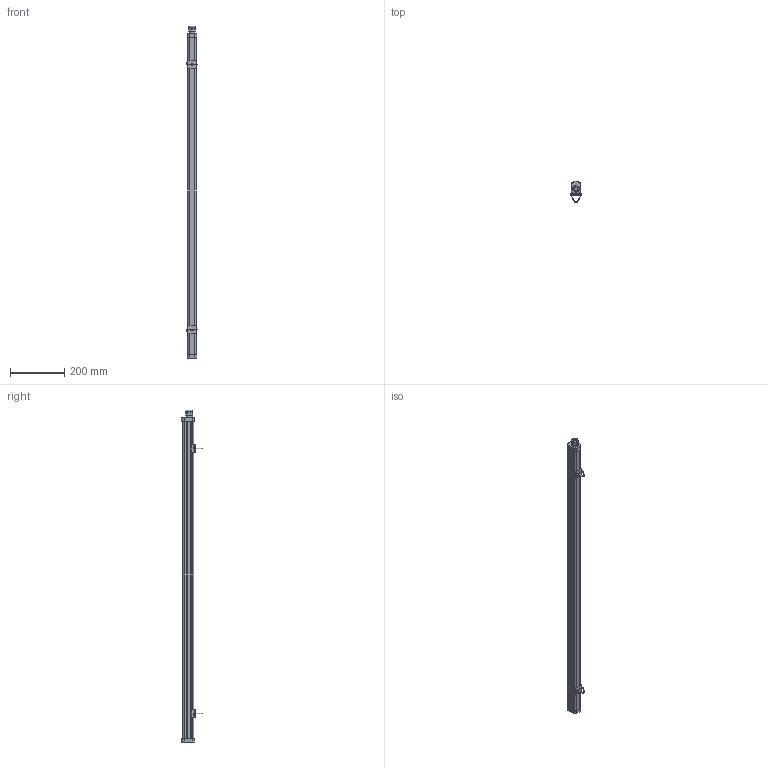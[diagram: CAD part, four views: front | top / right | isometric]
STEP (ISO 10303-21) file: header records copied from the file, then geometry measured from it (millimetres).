
FILE_DESCRIPTION (( 'STEP AP214' ), '1' );
FILE_NAME ('DP-SLIM-1200.STEP', '2023-04-05T07:46:51', ( '' ), ( '' ), 'SwSTEP 2.0', 'SolidWorks 2020', '' );
FILE_SCHEMA (( 'AUTOMOTIVE_DESIGN' ));
Length unit declared in the file: millimetre
Products named in the file (1): DP-SLIM-1200
Bounding box: 40.81 x 78.79 x 1227.4 mm (x, y, z)
Volume: 169869.3 mm3; surface area: 351481.3 mm2
Topology: 12 solids, 12 shells, 366 faces, 932 edges, 602 vertices
Faces by surface type: plane 211, cylinder 121, torus 17, bspline 12, cone 5
Full cylindrical faces by diameter (mm): 12.5 x1, 13.225 x1, 20 x3, 20.5 x1
Entity records: 15439 total; most frequent: CARTESIAN_POINT 2257, DIRECTION 1882, ORIENTED_EDGE 1840, EDGE_CURVE 920, AXIS2_PLACEMENT_3D 639, VECTOR 604, LINE 604, VERTEX_POINT 598
